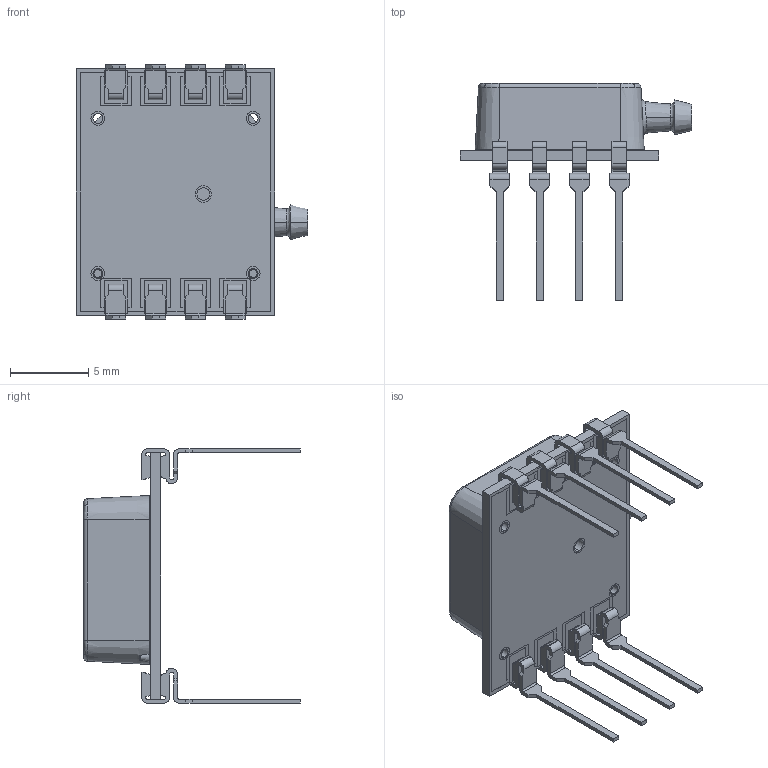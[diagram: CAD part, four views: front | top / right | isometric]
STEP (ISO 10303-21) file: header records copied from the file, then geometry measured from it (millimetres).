
FILE_DESCRIPTION (( 'STEP AP203' ), '1' );
FILE_NAME ('EGBL.STEP', '2021-02-09T23:54:35', ( '' ), ( '' ), 'SwSTEP 2.0', 'SolidWorks 2010', '' );
FILE_SCHEMA (( 'CONFIG_CONTROL_DESIGN' ));
Length unit declared in the file: inch
Products named in the file (4): AS01-01-020 for E series; AS01-06-015_DIP .079S for E series; EGBL; Ceramic-Blank E series
Assembly tree (10 placements, depth 2):
  EGBL
    AS01-06-015_DIP .079S for E series  x8
    AS01-01-020 for E series
    Ceramic-Blank E series
Bounding box: 14.81 x 13.85 x 16.25 mm (x, y, z)
Volume: 633.8 mm3; surface area: 1902.1 mm2
Topology: 28 solids, 28 shells, 722 faces, 1961 edges, 1301 vertices
Faces by surface type: plane 537, cylinder 150, cone 18, bspline 17
Entity records: 14939 total; most frequent: CARTESIAN_POINT 4729, ORIENTED_EDGE 2032, DIRECTION 1868, EDGE_CURVE 1016, LINE 826, VECTOR 826, VERTEX_POINT 671, AXIS2_PLACEMENT_3D 521
